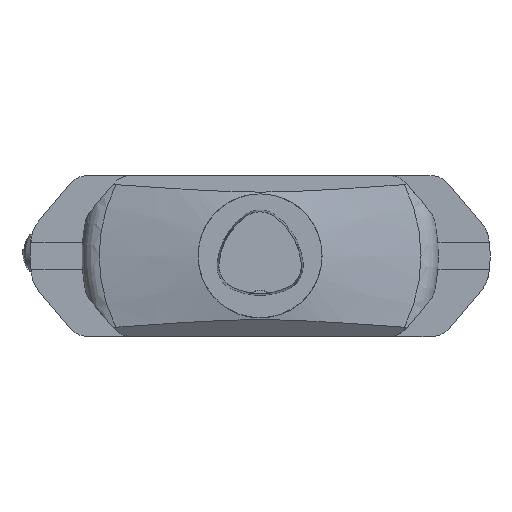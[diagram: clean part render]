
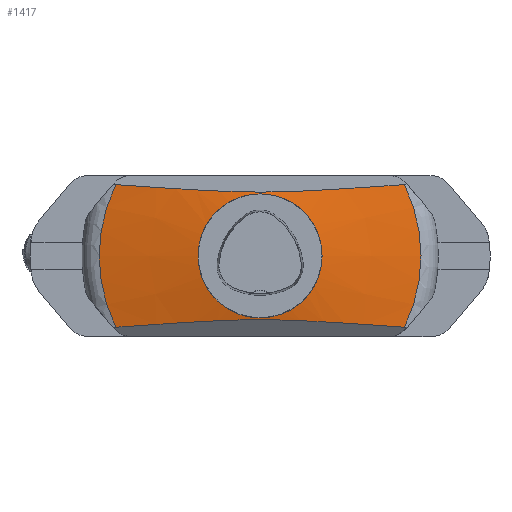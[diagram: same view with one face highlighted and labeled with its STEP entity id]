
A CAD part, top view. The second image highlights one B-rep face of the part: STEP entity #1417.
In plain terms, the highlighted conical face has half-angle 78 degrees and reference radius 39.992 mm.
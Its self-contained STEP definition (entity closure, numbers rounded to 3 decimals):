
#435=CONICAL_SURFACE('',#10849,39.993,78.);
#1417=ADVANCED_FACE('',(#4008,#4009),#435,.T.);
#2107=CIRCLE('',#10844,103.911);
#2108=CIRCLE('',#10846,103.911);
#2109=CIRCLE('',#10848,39.993);
#4008=FACE_BOUND('',#4173,.T.);
#4009=FACE_BOUND('',#4174,.T.);
#4173=EDGE_LOOP('',(#4994));
#4174=EDGE_LOOP('',(#4995,#4996,#4997,#4998));
#4994=ORIENTED_EDGE('',*,*,#8875,.T.);
#4995=ORIENTED_EDGE('',*,*,#8876,.F.);
#4996=ORIENTED_EDGE('',*,*,#8869,.T.);
#4997=ORIENTED_EDGE('',*,*,#8877,.F.);
#4998=ORIENTED_EDGE('',*,*,#8873,.T.);
#7834=VERTEX_POINT('',#14933);
#7835=VERTEX_POINT('',#14934);
#7836=VERTEX_POINT('',#14948);
#7837=VERTEX_POINT('',#14950);
#7838=VERTEX_POINT('',#14957);
#8869=EDGE_CURVE('',#7834,#7835,#2107,.T.);
#8873=EDGE_CURVE('',#7837,#7836,#2108,.T.);
#8875=EDGE_CURVE('',#7838,#7838,#2109,.T.);
#8876=EDGE_CURVE('',#7834,#7836,#10246,.T.);
#8877=EDGE_CURVE('',#7837,#7835,#10247,.T.);
#10246=B_SPLINE_CURVE_WITH_KNOTS('',3,(#14958,#14959,#14960,#14961,#14962,
#14963,#14964,#14965,#14966,#14967,#14968,#14969),.UNSPECIFIED.,.F.,.F.,
(4,2,2,2,2,4),(0.,0.25,0.5,0.625,0.75,1.),.UNSPECIFIED.);
#10247=B_SPLINE_CURVE_WITH_KNOTS('',3,(#14970,#14971,#14972,#14973,#14974,
#14975,#14976,#14977,#14978,#14979,#14980,#14981),.UNSPECIFIED.,.F.,.F.,
(4,2,2,2,2,4),(0.,0.25,0.5,0.625,0.75,1.),.UNSPECIFIED.);
#10844=AXIS2_PLACEMENT_3D('',#14932,#12029,#12030);
#10846=AXIS2_PLACEMENT_3D('',#14949,#12033,#12034);
#10848=AXIS2_PLACEMENT_3D('',#14956,#12037,#12038);
#10849=AXIS2_PLACEMENT_3D('',#14982,#12039,#12040);
#12029=DIRECTION('',(0.,0.,1.));
#12030=DIRECTION('',(-1.,0.,0.));
#12033=DIRECTION('',(0.,0.,1.));
#12034=DIRECTION('',(-1.,0.,0.));
#12037=DIRECTION('',(0.,0.,-1.));
#12038=DIRECTION('',(-1.,0.,0.));
#12039=DIRECTION('',(0.,0.,-1.));
#12040=DIRECTION('',(-1.,0.,0.));
#14932=CARTESIAN_POINT('',(0.,0.,-43.686));
#14933=CARTESIAN_POINT('',(93.144,-46.062,-43.686));
#14934=CARTESIAN_POINT('',(93.144,46.062,-43.686));
#14948=CARTESIAN_POINT('',(-93.144,-46.062,-43.686));
#14949=CARTESIAN_POINT('',(0.,0.,-43.686));
#14950=CARTESIAN_POINT('',(-93.144,46.062,-43.686));
#14956=CARTESIAN_POINT('',(0.,0.,-30.1));
#14957=CARTESIAN_POINT('',(-39.993,0.,-30.1));
#14958=CARTESIAN_POINT('',(93.144,-46.062,-43.686));
#14959=CARTESIAN_POINT('',(77.801,-44.96,-40.659));
#14960=CARTESIAN_POINT('',(62.448,-43.88,-37.69));
#14961=CARTESIAN_POINT('',(31.61,-42.021,-32.584));
#14962=CARTESIAN_POINT('',(16.134,-41.222,-30.387));
#14963=CARTESIAN_POINT('',(-7.603,-41.207,-30.346));
#14964=CARTESIAN_POINT('',(-15.543,-41.406,-30.892));
#14965=CARTESIAN_POINT('',(-31.206,-42.041,-32.637));
#14966=CARTESIAN_POINT('',(-38.985,-42.467,-33.808));
#14967=CARTESIAN_POINT('',(-62.264,-43.867,-37.654));
#14968=CARTESIAN_POINT('',(-77.709,-44.954,-40.641));
#14969=CARTESIAN_POINT('',(-93.144,-46.062,-43.686));
#14970=CARTESIAN_POINT('',(-93.144,46.062,-43.686));
#14971=CARTESIAN_POINT('',(-77.801,44.96,-40.659));
#14972=CARTESIAN_POINT('',(-62.448,43.88,-37.69));
#14973=CARTESIAN_POINT('',(-31.61,42.021,-32.584));
#14974=CARTESIAN_POINT('',(-16.134,41.222,-30.387));
#14975=CARTESIAN_POINT('',(7.603,41.207,-30.346));
#14976=CARTESIAN_POINT('',(15.543,41.406,-30.892));
#14977=CARTESIAN_POINT('',(31.206,42.041,-32.637));
#14978=CARTESIAN_POINT('',(38.985,42.467,-33.808));
#14979=CARTESIAN_POINT('',(62.264,43.867,-37.654));
#14980=CARTESIAN_POINT('',(77.709,44.954,-40.641));
#14981=CARTESIAN_POINT('',(93.144,46.062,-43.686));
#14982=CARTESIAN_POINT('',(0.,0.,-30.1));
